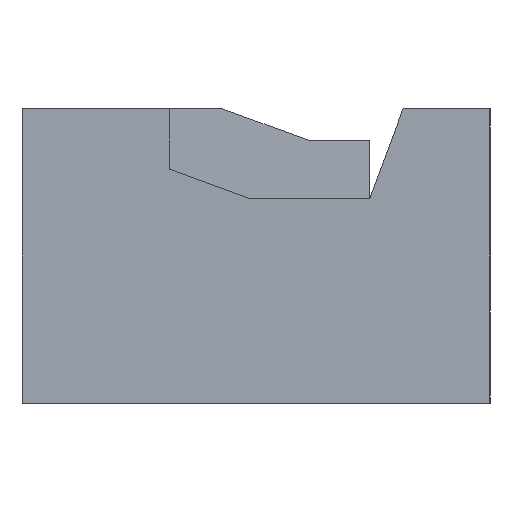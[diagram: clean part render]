
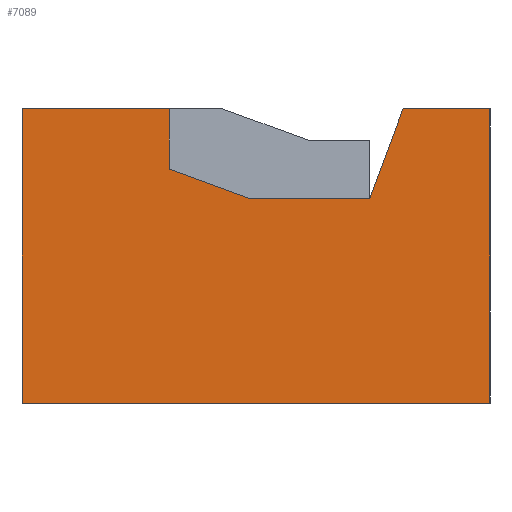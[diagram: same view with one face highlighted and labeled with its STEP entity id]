
A CAD part, left-side view. The second image highlights one B-rep face of the part: STEP entity #7089.
In plain terms, the highlighted planar face has unit normal (-1, 0, 0).
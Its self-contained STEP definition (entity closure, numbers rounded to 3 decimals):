
#1=DIRECTION('',(0.,-1.,0.));
#2=VECTOR('',#1,3.5);
#3=CARTESIAN_POINT('',(-6.525,1.75,-1.1));
#4=LINE('',#3,#2);
#17=DIRECTION('',(0.,0.349,-0.937));
#18=VECTOR('',#17,0.715);
#19=CARTESIAN_POINT('',(-6.525,-1.1,1.1));
#20=LINE('',#19,#18);
#21=DIRECTION('',(0.,0.,1.));
#22=VECTOR('',#21,2.2);
#23=CARTESIAN_POINT('',(-6.525,1.75,-1.1));
#24=LINE('',#23,#22);
#25=DIRECTION('',(0.,0.,-1.));
#26=VECTOR('',#25,0.45);
#27=CARTESIAN_POINT('',(-6.525,0.65,1.1));
#28=LINE('',#27,#26);
#29=DIRECTION('',(0.,0.939,0.345));
#30=VECTOR('',#29,0.639);
#31=CARTESIAN_POINT('',(-6.525,0.05,0.43));
#32=LINE('',#31,#30);
#33=DIRECTION('',(0.,1.,0.));
#34=VECTOR('',#33,0.9);
#35=CARTESIAN_POINT('',(-6.525,-0.85,0.43));
#36=LINE('',#35,#34);
#277=DIRECTION('',(0.,-1.,0.));
#278=VECTOR('',#277,0.65);
#279=CARTESIAN_POINT('',(-6.525,-1.1,1.1));
#280=LINE('',#279,#278);
#309=DIRECTION('',(0.,-1.,0.));
#310=VECTOR('',#309,1.1);
#311=CARTESIAN_POINT('',(-6.525,1.75,1.1));
#312=LINE('',#311,#310);
#493=DIRECTION('',(0.,0.,1.));
#494=VECTOR('',#493,2.2);
#495=CARTESIAN_POINT('',(-6.525,-1.75,-1.1));
#496=LINE('',#495,#494);
#5357=CARTESIAN_POINT('',(-6.525,1.75,-1.1));
#5358=CARTESIAN_POINT('',(-6.525,-1.75,-1.1));
#5359=VERTEX_POINT('',#5357);
#5360=VERTEX_POINT('',#5358);
#5365=CARTESIAN_POINT('',(-6.525,-1.75,1.1));
#5367=VERTEX_POINT('',#5365);
#5370=CARTESIAN_POINT('',(-6.525,1.75,1.1));
#5372=VERTEX_POINT('',#5370);
#5389=CARTESIAN_POINT('',(-6.525,-1.1,1.1));
#5390=CARTESIAN_POINT('',(-6.525,-0.85,0.43));
#5391=VERTEX_POINT('',#5389);
#5392=VERTEX_POINT('',#5390);
#5393=CARTESIAN_POINT('',(-6.525,0.05,0.43));
#5394=VERTEX_POINT('',#5393);
#5395=CARTESIAN_POINT('',(-6.525,0.65,0.65));
#5396=VERTEX_POINT('',#5395);
#5397=CARTESIAN_POINT('',(-6.525,0.65,1.1));
#5398=VERTEX_POINT('',#5397);
#7065=CARTESIAN_POINT('',(-6.525,1.75,-1.1));
#7066=DIRECTION('',(-1.,0.,0.));
#7067=DIRECTION('',(0.,-1.,0.));
#7068=AXIS2_PLACEMENT_3D('',#7065,#7066,#7067);
#7069=PLANE('',#7068);
#7071=ORIENTED_EDGE('',*,*,#7070,.F.);
#7073=ORIENTED_EDGE('',*,*,#7072,.T.);
#7075=ORIENTED_EDGE('',*,*,#7074,.F.);
#7076=ORIENTED_EDGE('',*,*,#7054,.F.);
#7078=ORIENTED_EDGE('',*,*,#7077,.T.);
#7080=ORIENTED_EDGE('',*,*,#7079,.T.);
#7082=ORIENTED_EDGE('',*,*,#7081,.T.);
#7084=ORIENTED_EDGE('',*,*,#7083,.F.);
#7086=ORIENTED_EDGE('',*,*,#7085,.F.);
#7087=EDGE_LOOP('',(#7071,#7073,#7075,#7076,#7078,#7080,#7082,#7084,#7086));
#7088=FACE_OUTER_BOUND('',#7087,.F.);
#7089=ADVANCED_FACE('',(#7088),#7069,.T.);
#7054=EDGE_CURVE('',#5359,#5360,#4,.T.);
#7070=EDGE_CURVE('',#5391,#5392,#20,.T.);
#7072=EDGE_CURVE('',#5391,#5367,#280,.T.);
#7074=EDGE_CURVE('',#5360,#5367,#496,.T.);
#7077=EDGE_CURVE('',#5359,#5372,#24,.T.);
#7079=EDGE_CURVE('',#5372,#5398,#312,.T.);
#7081=EDGE_CURVE('',#5398,#5396,#28,.T.);
#7083=EDGE_CURVE('',#5394,#5396,#32,.T.);
#7085=EDGE_CURVE('',#5392,#5394,#36,.T.);
